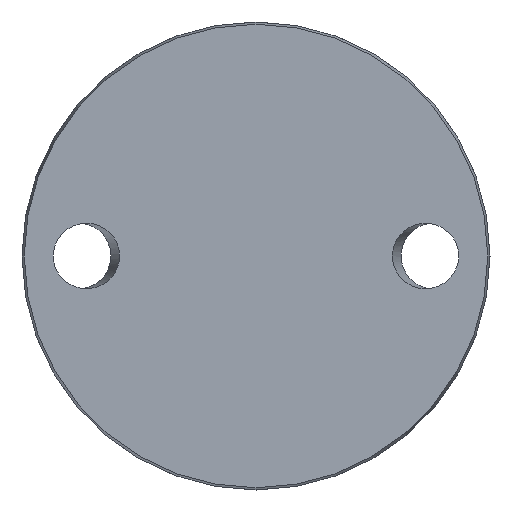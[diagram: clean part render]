
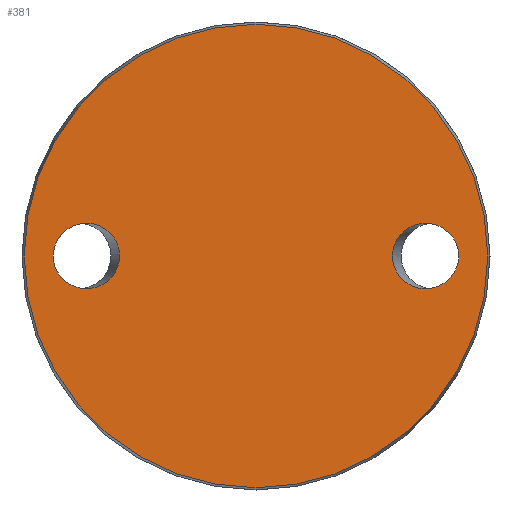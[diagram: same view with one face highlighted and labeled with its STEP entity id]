
A CAD part, front view. The second image highlights one B-rep face of the part: STEP entity #381.
In plain terms, the highlighted planar face has unit normal (0, -1, 0).
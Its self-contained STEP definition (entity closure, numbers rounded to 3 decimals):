
#30 = VERTEX_POINT ( 'NONE', #127 ) ;
#46 = CARTESIAN_POINT ( 'NONE',  ( -34.385, 0., -16.5 ) ) ;
#93 = CARTESIAN_POINT ( 'NONE',  ( 0., 0., 0. ) ) ;
#120 = EDGE_LOOP ( 'NONE', ( #494 ) ) ;
#127 = CARTESIAN_POINT ( 'NONE',  ( 0., 0., -58.425 ) ) ;
#169 =( BOUNDED_CURVE ( )  B_SPLINE_CURVE ( 3, ( #741, #361, #344, #281, #46, #724, #902 ),
 .UNSPECIFIED., .T., .T. ) 
 B_SPLINE_CURVE_WITH_KNOTS ( ( 4, 3, 4 ),
 ( 0., 3.142, 6.283 ),
 .UNSPECIFIED. ) 
 CURVE ( )  GEOMETRIC_REPRESENTATION_ITEM ( )  RATIONAL_B_SPLINE_CURVE ( ( 1., 0.333, 0.333, 1., 0.333, 0.333, 1. ) ) 
 REPRESENTATION_ITEM ( '' )  );
#203 = PLANE ( 'NONE',  #817 ) ;
#215 = CARTESIAN_POINT ( 'NONE',  ( 51.115, 0., 0. ) ) ;
#281 = CARTESIAN_POINT ( 'NONE',  ( -34.385, 0., 0. ) ) ;
#287 = CARTESIAN_POINT ( 'NONE',  ( 51.115, 0., -16.5 ) ) ;
#323 = DIRECTION ( 'NONE',  ( 0., -1., 0. ) ) ;
#344 = CARTESIAN_POINT ( 'NONE',  ( -34.385, 0., 16.5 ) ) ;
#361 = CARTESIAN_POINT ( 'NONE',  ( -51.115, 0., 16.5 ) ) ;
#381 = ADVANCED_FACE ( 'NONE', ( #732, #970, #574 ), #203, .F. ) ;
#407 = VERTEX_POINT ( 'NONE', #810 ) ;
#419 = VERTEX_POINT ( 'NONE', #488 ) ;
#480 = ORIENTED_EDGE ( 'NONE', *, *, #569, .T. ) ;
#488 = CARTESIAN_POINT ( 'NONE',  ( 34.385, 0., 0. ) ) ;
#491 = CARTESIAN_POINT ( 'NONE',  ( 34.385, 0., 16.5 ) ) ;
#494 = ORIENTED_EDGE ( 'NONE', *, *, #610, .F. ) ;
#533 =( BOUNDED_CURVE ( )  B_SPLINE_CURVE ( 3, ( #977, #661, #287, #215, #652, #491, #573 ),
 .UNSPECIFIED., .T., .F. ) 
 B_SPLINE_CURVE_WITH_KNOTS ( ( 4, 3, 4 ),
 ( 0., 3.142, 6.283 ),
 .UNSPECIFIED. ) 
 CURVE ( )  GEOMETRIC_REPRESENTATION_ITEM ( )  RATIONAL_B_SPLINE_CURVE ( ( 1., 0.333, 0.333, 1., 0.333, 0.333, 1. ) ) 
 REPRESENTATION_ITEM ( '' )  );
#569 = EDGE_CURVE ( 'NONE', #407, #407, #169, .T. ) ;
#573 = CARTESIAN_POINT ( 'NONE',  ( 34.385, 0., 0. ) ) ;
#574 = FACE_OUTER_BOUND ( 'NONE', #841, .T. ) ;
#610 = EDGE_CURVE ( 'NONE', #419, #419, #533, .T. ) ;
#621 = DIRECTION ( 'NONE',  ( 0., 0., -1. ) ) ;
#646 = AXIS2_PLACEMENT_3D ( 'NONE', #93, #323, #621 ) ;
#652 = CARTESIAN_POINT ( 'NONE',  ( 51.115, 0., 16.5 ) ) ;
#661 = CARTESIAN_POINT ( 'NONE',  ( 34.385, 0., -16.5 ) ) ;
#686 = EDGE_LOOP ( 'NONE', ( #480 ) ) ;
#708 = CIRCLE ( 'NONE', #646, 58.425 ) ;
#724 = CARTESIAN_POINT ( 'NONE',  ( -51.115, 0., -16.5 ) ) ;
#732 = FACE_BOUND ( 'NONE', #686, .T. ) ;
#741 = CARTESIAN_POINT ( 'NONE',  ( -51.115, 0., 0. ) ) ;
#756 = DIRECTION ( 'NONE',  ( 0., 0., 1. ) ) ;
#810 = CARTESIAN_POINT ( 'NONE',  ( -51.115, 0., 0. ) ) ;
#816 = CARTESIAN_POINT ( 'NONE',  ( -58.425, 0., 0. ) ) ;
#817 = AXIS2_PLACEMENT_3D ( 'NONE', #816, #927, #756 ) ;
#841 = EDGE_LOOP ( 'NONE', ( #985 ) ) ;
#902 = CARTESIAN_POINT ( 'NONE',  ( -51.115, 0., 0. ) ) ;
#917 = EDGE_CURVE ( 'NONE', #30, #30, #708, .T. ) ;
#927 = DIRECTION ( 'NONE',  ( 0., 1., 0. ) ) ;
#970 = FACE_BOUND ( 'NONE', #120, .T. ) ;
#977 = CARTESIAN_POINT ( 'NONE',  ( 34.385, 0., 0. ) ) ;
#985 = ORIENTED_EDGE ( 'NONE', *, *, #917, .T. ) ;
